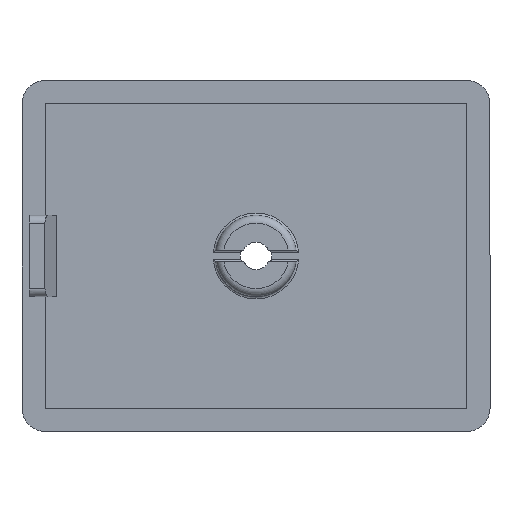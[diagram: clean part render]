
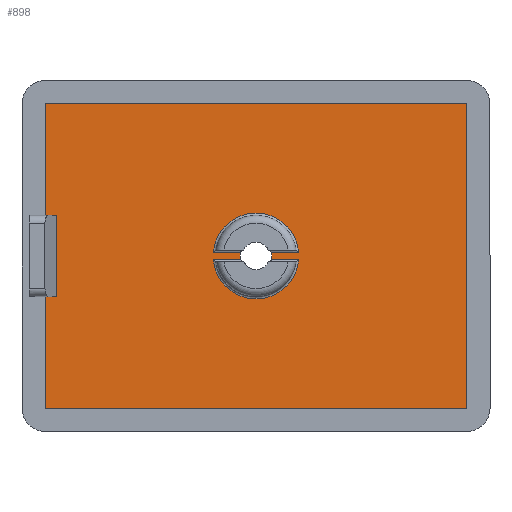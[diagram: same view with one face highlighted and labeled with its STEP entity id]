
A CAD part, top view. The second image highlights one B-rep face of the part: STEP entity #898.
In plain terms, the highlighted planar face has unit normal (0, 0, 1).
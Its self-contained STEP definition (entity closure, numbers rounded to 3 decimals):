
#6 = VECTOR ( 'NONE', #1344, 1000. ) ;
#14 = ORIENTED_EDGE ( 'NONE', *, *, #1008, .T. ) ;
#23 = LINE ( 'NONE', #313, #696 ) ;
#24 = CARTESIAN_POINT ( 'NONE',  ( 0., 0., 3. ) ) ;
#42 = CARTESIAN_POINT ( 'NONE',  ( 0., 0., 3. ) ) ;
#52 = EDGE_CURVE ( 'NONE', #627, #248, #1005, .T. ) ;
#80 = CARTESIAN_POINT ( 'NONE',  ( 5.482, -0.45, 3. ) ) ;
#81 = DIRECTION ( 'NONE',  ( 1., 0., 0. ) ) ;
#82 = EDGE_CURVE ( 'NONE', #1242, #175, #1556, .T. ) ;
#84 = DIRECTION ( 'NONE',  ( 0., 1., 0. ) ) ;
#103 = CARTESIAN_POINT ( 'NONE',  ( -27., -5.2, 3. ) ) ;
#123 = CARTESIAN_POINT ( 'NONE',  ( -27., 0.45, 3. ) ) ;
#126 = VERTEX_POINT ( 'NONE', #820 ) ;
#132 = CARTESIAN_POINT ( 'NONE',  ( 27., -19.5, 3. ) ) ;
#134 = CARTESIAN_POINT ( 'NONE',  ( -27., -0.45, 3. ) ) ;
#145 = VERTEX_POINT ( 'NONE', #1585 ) ;
#146 = DIRECTION ( 'NONE',  ( -1., 0., 0. ) ) ;
#150 = DIRECTION ( 'NONE',  ( -1., 0., 0. ) ) ;
#154 = CARTESIAN_POINT ( 'NONE',  ( -27., -0.45, 3. ) ) ;
#156 = AXIS2_PLACEMENT_3D ( 'NONE', #1296, #527, #1421 ) ;
#159 = EDGE_CURVE ( 'NONE', #1242, #187, #795, .T. ) ;
#162 = DIRECTION ( 'NONE',  ( 1., 0., 0. ) ) ;
#175 = VERTEX_POINT ( 'NONE', #700 ) ;
#181 = AXIS2_PLACEMENT_3D ( 'NONE', #42, #938, #162 ) ;
#187 = VERTEX_POINT ( 'NONE', #1101 ) ;
#216 = AXIS2_PLACEMENT_3D ( 'NONE', #1575, #1067, #290 ) ;
#248 = VERTEX_POINT ( 'NONE', #1365 ) ;
#253 = VERTEX_POINT ( 'NONE', #1491 ) ;
#254 = EDGE_CURVE ( 'NONE', #187, #1014, #1613, .T. ) ;
#265 = DIRECTION ( 'NONE',  ( 0., 0., -1. ) ) ;
#269 = ORIENTED_EDGE ( 'NONE', *, *, #766, .T. ) ;
#275 = CARTESIAN_POINT ( 'NONE',  ( -27., 19.5, 3. ) ) ;
#290 = DIRECTION ( 'NONE',  ( 1., 0., 0. ) ) ;
#313 = CARTESIAN_POINT ( 'NONE',  ( 27., 19.5, 3. ) ) ;
#326 = CARTESIAN_POINT ( 'NONE',  ( -27., 0.45, 3. ) ) ;
#327 = DIRECTION ( 'NONE',  ( 0., 0., -1. ) ) ;
#405 = AXIS2_PLACEMENT_3D ( 'NONE', #1190, #417, #1315 ) ;
#417 = DIRECTION ( 'NONE',  ( 0., 0., -1. ) ) ;
#421 = DIRECTION ( 'NONE',  ( 1., 0., 0. ) ) ;
#427 = EDGE_CURVE ( 'NONE', #1014, #126, #714, .T. ) ;
#434 = PLANE ( 'NONE',  #216 ) ;
#439 = ORIENTED_EDGE ( 'NONE', *, *, #159, .F. ) ;
#449 = CARTESIAN_POINT ( 'NONE',  ( -29.1, -5.2, 3. ) ) ;
#462 = VECTOR ( 'NONE', #1594, 1000. ) ;
#467 = ORIENTED_EDGE ( 'NONE', *, *, #82, .T. ) ;
#516 = VERTEX_POINT ( 'NONE', #80 ) ;
#517 = EDGE_CURVE ( 'NONE', #1573, #126, #599, .T. ) ;
#525 = VECTOR ( 'NONE', #717, 1000. ) ;
#527 = DIRECTION ( 'NONE',  ( 0., 0., -1. ) ) ;
#534 = VECTOR ( 'NONE', #1103, 1000. ) ;
#554 = VERTEX_POINT ( 'NONE', #994 ) ;
#562 = FACE_OUTER_BOUND ( 'NONE', #1526, .T. ) ;
#563 = CARTESIAN_POINT ( 'NONE',  ( 1.949, 0.45, 3. ) ) ;
#571 = ORIENTED_EDGE ( 'NONE', *, *, #1451, .T. ) ;
#577 = CARTESIAN_POINT ( 'NONE',  ( -25.6, 5.2, 3. ) ) ;
#582 = LINE ( 'NONE', #1610, #1561 ) ;
#594 = VERTEX_POINT ( 'NONE', #609 ) ;
#599 = LINE ( 'NONE', #1116, #525 ) ;
#609 = CARTESIAN_POINT ( 'NONE',  ( 2., 0., 3. ) ) ;
#622 = CARTESIAN_POINT ( 'NONE',  ( -2., 0., 3. ) ) ;
#627 = VERTEX_POINT ( 'NONE', #1277 ) ;
#649 = DIRECTION ( 'NONE',  ( 1., 0., 0. ) ) ;
#668 = ORIENTED_EDGE ( 'NONE', *, *, #1034, .T. ) ;
#675 = EDGE_CURVE ( 'NONE', #1016, #627, #693, .T. ) ;
#678 = CIRCLE ( 'NONE', #764, 2. ) ;
#693 = LINE ( 'NONE', #123, #1006 ) ;
#696 = VECTOR ( 'NONE', #1226, 1000. ) ;
#698 = ORIENTED_EDGE ( 'NONE', *, *, #517, .T. ) ;
#700 = CARTESIAN_POINT ( 'NONE',  ( -27., -19.5, 3. ) ) ;
#714 = LINE ( 'NONE', #1465, #6 ) ;
#717 = DIRECTION ( 'NONE',  ( 0., -1., 0. ) ) ;
#723 = VERTEX_POINT ( 'NONE', #132 ) ;
#728 = ORIENTED_EDGE ( 'NONE', *, *, #1096, .T. ) ;
#732 = EDGE_CURVE ( 'NONE', #145, #1632, #1306, .T. ) ;
#734 = VERTEX_POINT ( 'NONE', #1544 ) ;
#747 = LINE ( 'NONE', #326, #534 ) ;
#760 = DIRECTION ( 'NONE',  ( -1., 0., 0. ) ) ;
#764 = AXIS2_PLACEMENT_3D ( 'NONE', #24, #924, #146 ) ;
#766 = EDGE_CURVE ( 'NONE', #1632, #1016, #678, .T. ) ;
#795 = LINE ( 'NONE', #449, #462 ) ;
#811 = CARTESIAN_POINT ( 'NONE',  ( -27., 19.5, 3. ) ) ;
#815 = AXIS2_PLACEMENT_3D ( 'NONE', #1105, #327, #1241 ) ;
#820 = CARTESIAN_POINT ( 'NONE',  ( -27., 5.2, 3. ) ) ;
#825 = EDGE_CURVE ( 'NONE', #554, #1573, #1032, .T. ) ;
#856 = EDGE_CURVE ( 'NONE', #253, #145, #1257, .T. ) ;
#858 = VECTOR ( 'NONE', #84, 1000. ) ;
#898 = ADVANCED_FACE ( 'NONE', ( #1215, #562 ), #434, .T. ) ;
#913 = VECTOR ( 'NONE', #421, 1000. ) ;
#924 = DIRECTION ( 'NONE',  ( 0., 0., -1. ) ) ;
#938 = DIRECTION ( 'NONE',  ( 0., 0., -1. ) ) ;
#944 = DIRECTION ( 'NONE',  ( 0., -1., 0. ) ) ;
#947 = VECTOR ( 'NONE', #150, 1000. ) ;
#975 = EDGE_LOOP ( 'NONE', ( #1085, #978, #571, #1060, #1025, #668, #1214, #1059, #269, #1019 ) ) ;
#978 = ORIENTED_EDGE ( 'NONE', *, *, #1540, .T. ) ;
#979 = VERTEX_POINT ( 'NONE', #563 ) ;
#994 = CARTESIAN_POINT ( 'NONE',  ( 27., 19.5, 3. ) ) ;
#998 = VECTOR ( 'NONE', #649, 1000. ) ;
#1005 = CIRCLE ( 'NONE', #181, 5.5 ) ;
#1006 = VECTOR ( 'NONE', #760, 1000. ) ;
#1008 = EDGE_CURVE ( 'NONE', #723, #554, #23, .T. ) ;
#1010 = CIRCLE ( 'NONE', #815, 5.5 ) ;
#1014 = VERTEX_POINT ( 'NONE', #577 ) ;
#1016 = VERTEX_POINT ( 'NONE', #1467 ) ;
#1019 = ORIENTED_EDGE ( 'NONE', *, *, #675, .T. ) ;
#1025 = ORIENTED_EDGE ( 'NONE', *, *, #1374, .T. ) ;
#1032 = LINE ( 'NONE', #275, #947 ) ;
#1034 = EDGE_CURVE ( 'NONE', #516, #253, #1010, .T. ) ;
#1040 = CARTESIAN_POINT ( 'NONE',  ( 0., 0., 3. ) ) ;
#1059 = ORIENTED_EDGE ( 'NONE', *, *, #732, .T. ) ;
#1060 = ORIENTED_EDGE ( 'NONE', *, *, #1341, .T. ) ;
#1067 = DIRECTION ( 'NONE',  ( 0., 0., 1. ) ) ;
#1085 = ORIENTED_EDGE ( 'NONE', *, *, #52, .T. ) ;
#1096 = EDGE_CURVE ( 'NONE', #175, #723, #582, .T. ) ;
#1101 = CARTESIAN_POINT ( 'NONE',  ( -25.6, -5.2, 3. ) ) ;
#1103 = DIRECTION ( 'NONE',  ( -1., 0., 0. ) ) ;
#1105 = CARTESIAN_POINT ( 'NONE',  ( 0., 0., 3. ) ) ;
#1112 = CARTESIAN_POINT ( 'NONE',  ( -27., 19.5, 3. ) ) ;
#1116 = CARTESIAN_POINT ( 'NONE',  ( -27., 19.5, 3. ) ) ;
#1122 = ORIENTED_EDGE ( 'NONE', *, *, #825, .T. ) ;
#1169 = DIRECTION ( 'NONE',  ( -1., 0., 0. ) ) ;
#1190 = CARTESIAN_POINT ( 'NONE',  ( 0., 0., 3. ) ) ;
#1214 = ORIENTED_EDGE ( 'NONE', *, *, #856, .T. ) ;
#1215 = FACE_BOUND ( 'NONE', #975, .T. ) ;
#1226 = DIRECTION ( 'NONE',  ( 0., 1., 0. ) ) ;
#1235 = VECTOR ( 'NONE', #944, 1000. ) ;
#1241 = DIRECTION ( 'NONE',  ( 1., 0., 0. ) ) ;
#1242 = VERTEX_POINT ( 'NONE', #103 ) ;
#1257 = LINE ( 'NONE', #154, #913 ) ;
#1277 = CARTESIAN_POINT ( 'NONE',  ( -5.482, 0.45, 3. ) ) ;
#1281 = ORIENTED_EDGE ( 'NONE', *, *, #254, .F. ) ;
#1296 = CARTESIAN_POINT ( 'NONE',  ( 0., 0., 3. ) ) ;
#1300 = AXIS2_PLACEMENT_3D ( 'NONE', #1040, #265, #1169 ) ;
#1306 = CIRCLE ( 'NONE', #156, 2. ) ;
#1315 = DIRECTION ( 'NONE',  ( -1., 0., 0. ) ) ;
#1337 = LINE ( 'NONE', #134, #998 ) ;
#1341 = EDGE_CURVE ( 'NONE', #594, #734, #1378, .T. ) ;
#1344 = DIRECTION ( 'NONE',  ( -1., 0., 0. ) ) ;
#1365 = CARTESIAN_POINT ( 'NONE',  ( 5.482, 0.45, 3. ) ) ;
#1371 = CARTESIAN_POINT ( 'NONE',  ( -25.6, 5.2, 3. ) ) ;
#1374 = EDGE_CURVE ( 'NONE', #734, #516, #1337, .T. ) ;
#1378 = CIRCLE ( 'NONE', #1300, 2. ) ;
#1421 = DIRECTION ( 'NONE',  ( -1., 0., 0. ) ) ;
#1451 = EDGE_CURVE ( 'NONE', #979, #594, #1551, .T. ) ;
#1453 = ORIENTED_EDGE ( 'NONE', *, *, #427, .F. ) ;
#1465 = CARTESIAN_POINT ( 'NONE',  ( -29.1, 5.2, 3. ) ) ;
#1467 = CARTESIAN_POINT ( 'NONE',  ( -1.949, 0.45, 3. ) ) ;
#1491 = CARTESIAN_POINT ( 'NONE',  ( -5.482, -0.45, 3. ) ) ;
#1526 = EDGE_LOOP ( 'NONE', ( #698, #1453, #1281, #439, #467, #728, #14, #1122 ) ) ;
#1540 = EDGE_CURVE ( 'NONE', #248, #979, #747, .T. ) ;
#1544 = CARTESIAN_POINT ( 'NONE',  ( 1.949, -0.45, 3. ) ) ;
#1551 = CIRCLE ( 'NONE', #405, 2. ) ;
#1556 = LINE ( 'NONE', #811, #1235 ) ;
#1561 = VECTOR ( 'NONE', #81, 1000. ) ;
#1573 = VERTEX_POINT ( 'NONE', #1112 ) ;
#1575 = CARTESIAN_POINT ( 'NONE',  ( -27., -19.5, 3. ) ) ;
#1585 = CARTESIAN_POINT ( 'NONE',  ( -1.949, -0.45, 3. ) ) ;
#1594 = DIRECTION ( 'NONE',  ( 1., 0., 0. ) ) ;
#1610 = CARTESIAN_POINT ( 'NONE',  ( -27., -19.5, 3. ) ) ;
#1613 = LINE ( 'NONE', #1371, #858 ) ;
#1632 = VERTEX_POINT ( 'NONE', #622 ) ;
